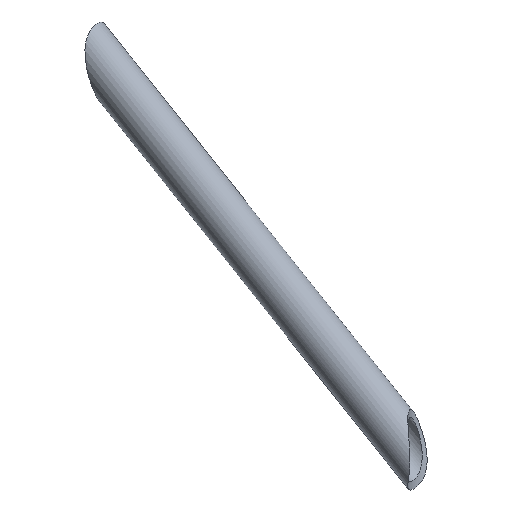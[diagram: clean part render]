
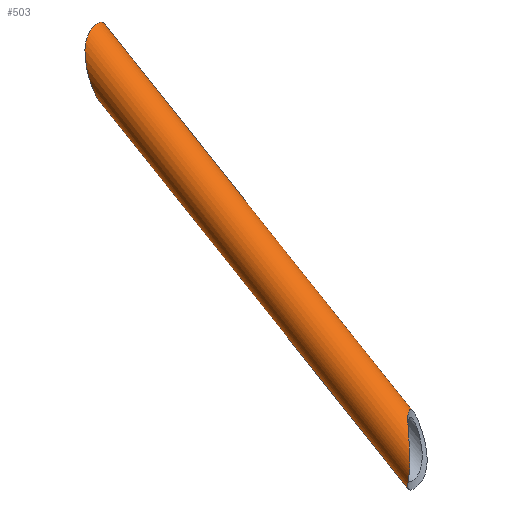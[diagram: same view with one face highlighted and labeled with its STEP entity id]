
A CAD part, top view. The second image highlights one B-rep face of the part: STEP entity #503.
In plain terms, the highlighted cylindrical face has radius 7.5 mm (diameter 15 mm), a partial arc.
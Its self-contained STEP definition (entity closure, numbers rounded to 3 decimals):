
#243=CARTESIAN_POINT('Vertex',(-2060.249,-195.856,309.811)) ;
#247=CARTESIAN_POINT('Control Point',(-2060.249,-195.856,309.811)) ;
#248=CARTESIAN_POINT('Control Point',(-2060.508,-195.531,310.291)) ;
#249=CARTESIAN_POINT('Control Point',(-2060.771,-195.118,310.715)) ;
#250=CARTESIAN_POINT('Control Point',(-2061.027,-194.654,311.086)) ;
#251=CARTESIAN_POINT('Control Point',(-2061.487,-193.732,311.701)) ;
#252=CARTESIAN_POINT('Control Point',(-2061.915,-192.725,312.197)) ;
#253=CARTESIAN_POINT('Control Point',(-2062.107,-192.245,312.406)) ;
#254=CARTESIAN_POINT('Control Point',(-2062.505,-191.187,312.817)) ;
#255=CARTESIAN_POINT('Control Point',(-2062.867,-190.089,313.153)) ;
#256=CARTESIAN_POINT('Control Point',(-2063.051,-189.492,313.315)) ;
#257=CARTESIAN_POINT('Control Point',(-2063.62,-187.486,313.794)) ;
#258=CARTESIAN_POINT('Control Point',(-2064.049,-185.408,314.1)) ;
#259=CARTESIAN_POINT('Control Point',(-2064.265,-183.935,314.241)) ;
#260=CARTESIAN_POINT('Control Point',(-2064.428,-181.486,314.352)) ;
#261=CARTESIAN_POINT('Control Point',(-2064.105,-179.076,314.134)) ;
#262=CARTESIAN_POINT('Control Point',(-2063.893,-178.16,313.989)) ;
#263=CARTESIAN_POINT('Control Point',(-2063.353,-176.699,313.592)) ;
#264=CARTESIAN_POINT('Control Point',(-2062.586,-175.478,312.901)) ;
#265=CARTESIAN_POINT('Control Point',(-2062.245,-175.033,312.567)) ;
#266=CARTESIAN_POINT('Control Point',(-2061.174,-173.857,311.396)) ;
#267=CARTESIAN_POINT('Control Point',(-2060.129,-173.23,309.806)) ;
#268=CARTESIAN_POINT('Control Point',(-2059.565,-173.062,308.602)) ;
#269=CARTESIAN_POINT('Control Point',(-2059.18,-173.118,307.352)) ;
#270=CARTESIAN_POINT('Control Point',(-2058.956,-173.399,306.137)) ;
#271=CARTESIAN_POINT('Vertex',(-2058.956,-173.399,306.137)) ;
#400=CARTESIAN_POINT('Line Origine',(-2020.87,-245.312,323.668)) ;
#404=CARTESIAN_POINT('Vertex',(-1971.049,-307.881,341.199)) ;
#407=CARTESIAN_POINT('Line Origine',(-2009.135,-235.968,323.668)) ;
#411=CARTESIAN_POINT('Vertex',(-1969.756,-285.424,337.524)) ;
#446=CARTESIAN_POINT('Axis2P3D Location',(-2015.003,-240.64,323.668)) ;
#452=CARTESIAN_POINT('Control Point',(-1971.255,-306.997,343.46)) ;
#453=CARTESIAN_POINT('Control Point',(-1971.255,-307.406,342.753)) ;
#454=CARTESIAN_POINT('Control Point',(-1971.193,-307.7,341.981)) ;
#455=CARTESIAN_POINT('Control Point',(-1971.049,-307.881,341.199)) ;
#456=CARTESIAN_POINT('Vertex',(-1971.255,-306.997,343.46)) ;
#460=CARTESIAN_POINT('Control Point',(-1971.255,-306.997,343.46)) ;
#461=CARTESIAN_POINT('Control Point',(-1971.255,-306.664,344.036)) ;
#462=CARTESIAN_POINT('Control Point',(-1971.222,-306.269,344.575)) ;
#463=CARTESIAN_POINT('Control Point',(-1971.164,-305.813,345.064)) ;
#464=CARTESIAN_POINT('Control Point',(-1971.044,-304.928,345.803)) ;
#465=CARTESIAN_POINT('Control Point',(-1970.92,-303.915,346.347)) ;
#466=CARTESIAN_POINT('Control Point',(-1970.871,-303.469,346.541)) ;
#467=CARTESIAN_POINT('Control Point',(-1970.722,-301.872,347.098)) ;
#468=CARTESIAN_POINT('Control Point',(-1970.654,-300.164,347.281)) ;
#469=CARTESIAN_POINT('Control Point',(-1970.66,-298.949,347.271)) ;
#470=CARTESIAN_POINT('Control Point',(-1970.721,-296.881,347.087)) ;
#471=CARTESIAN_POINT('Control Point',(-1970.842,-294.856,346.654)) ;
#472=CARTESIAN_POINT('Control Point',(-1970.899,-294.023,346.437)) ;
#473=CARTESIAN_POINT('Control Point',(-1971.032,-292.173,345.869)) ;
#474=CARTESIAN_POINT('Control Point',(-1971.156,-290.388,345.116)) ;
#475=CARTESIAN_POINT('Control Point',(-1971.215,-289.426,344.639)) ;
#476=CARTESIAN_POINT('Control Point',(-1971.255,-288.492,344.095)) ;
#477=CARTESIAN_POINT('Control Point',(-1971.255,-287.625,343.46)) ;
#478=CARTESIAN_POINT('Vertex',(-1971.255,-287.625,343.46)) ;
#482=CARTESIAN_POINT('Control Point',(-1971.255,-287.625,343.46)) ;
#483=CARTESIAN_POINT('Control Point',(-1971.255,-287.087,343.066)) ;
#484=CARTESIAN_POINT('Control Point',(-1971.239,-286.575,342.636)) ;
#485=CARTESIAN_POINT('Control Point',(-1971.203,-286.093,342.161)) ;
#486=CARTESIAN_POINT('Control Point',(-1971.099,-285.445,341.361)) ;
#487=CARTESIAN_POINT('Control Point',(-1970.893,-285.033,340.447)) ;
#488=CARTESIAN_POINT('Control Point',(-1970.808,-284.926,340.119)) ;
#489=CARTESIAN_POINT('Control Point',(-1970.581,-284.785,339.363)) ;
#490=CARTESIAN_POINT('Control Point',(-1970.292,-284.881,338.617)) ;
#491=CARTESIAN_POINT('Control Point',(-1970.116,-285.012,338.223)) ;
#492=CARTESIAN_POINT('Control Point',(-1969.937,-285.197,337.859)) ;
#493=CARTESIAN_POINT('Control Point',(-1969.756,-285.424,337.524)) ;
#401=DIRECTION('Vector Direction',(-0.608,0.764,-0.214)) ;
#408=DIRECTION('Vector Direction',(-0.608,0.764,-0.214)) ;
#447=DIRECTION('Axis2P3D Direction',(-0.608,0.764,-0.214)) ;
#448=DIRECTION('Axis2P3D XDirection',(-0.782,-0.623,0.)) ;
#449=AXIS2_PLACEMENT_3D('Cylinder Axis2P3D',#446,#447,#448) ;
#496=ORIENTED_EDGE('',*,*,#413,.T.) ;
#497=ORIENTED_EDGE('',*,*,#273,.F.) ;
#498=ORIENTED_EDGE('',*,*,#406,.F.) ;
#499=ORIENTED_EDGE('',*,*,#458,.F.) ;
#500=ORIENTED_EDGE('',*,*,#480,.T.) ;
#501=ORIENTED_EDGE('',*,*,#494,.T.) ;
#402=VECTOR('Line Direction',#401,1.) ;
#409=VECTOR('Line Direction',#408,1.) ;
#503=ADVANCED_FACE('Corps principal',(#502),#450,.T.) ;
#246=B_SPLINE_CURVE_WITH_KNOTS('',5,(#247,#248,#249,#250,#251,#252,#253,#254,#255,#256,#257,#258,#259,#260,#261,#262,#263,#264,#265,#266,#267,#268,#269,#270),.UNSPECIFIED.,.F.,.U.,(6,3,3,3,3,3,3,6),(0.,4.528,8.467,13.019,23.568,30.205,34.756,44.032),.UNSPECIFIED.) ;
#451=B_SPLINE_CURVE_WITH_KNOTS('',3,(#452,#453,#454,#455),.UNSPECIFIED.,.F.,.U.,(4,4),(0.,3.463),.UNSPECIFIED.) ;
#459=B_SPLINE_CURVE_WITH_KNOTS('',5,(#460,#461,#462,#463,#464,#465,#466,#467,#468,#469,#470,#471,#472,#473,#474,#475,#476,#477),.UNSPECIFIED.,.F.,.U.,(6,3,3,3,3,6),(0.,4.702,8.143,16.687,22.79,30.389),.UNSPECIFIED.) ;
#481=B_SPLINE_CURVE_WITH_KNOTS('',5,(#482,#483,#484,#485,#486,#487,#488,#489,#490,#491,#492,#493),.UNSPECIFIED.,.F.,.U.,(6,3,3,6),(0.,4.719,7.203,10.335),.UNSPECIFIED.) ;
#450=CYLINDRICAL_SURFACE('generated cylinder',#449,7.5) ;
#273=EDGE_CURVE('',#244,#272,#246,.T.) ;
#406=EDGE_CURVE('',#405,#244,#403,.T.) ;
#413=EDGE_CURVE('',#412,#272,#410,.T.) ;
#458=EDGE_CURVE('',#457,#405,#451,.T.) ;
#480=EDGE_CURVE('',#457,#479,#459,.T.) ;
#494=EDGE_CURVE('',#479,#412,#481,.T.) ;
#495=EDGE_LOOP('',(#496,#497,#498,#499,#500,#501)) ;
#502=FACE_OUTER_BOUND('',#495,.T.) ;
#403=LINE('Line',#400,#402) ;
#410=LINE('Line',#407,#409) ;
#244=VERTEX_POINT('',#243) ;
#272=VERTEX_POINT('',#271) ;
#405=VERTEX_POINT('',#404) ;
#412=VERTEX_POINT('',#411) ;
#457=VERTEX_POINT('',#456) ;
#479=VERTEX_POINT('',#478) ;
